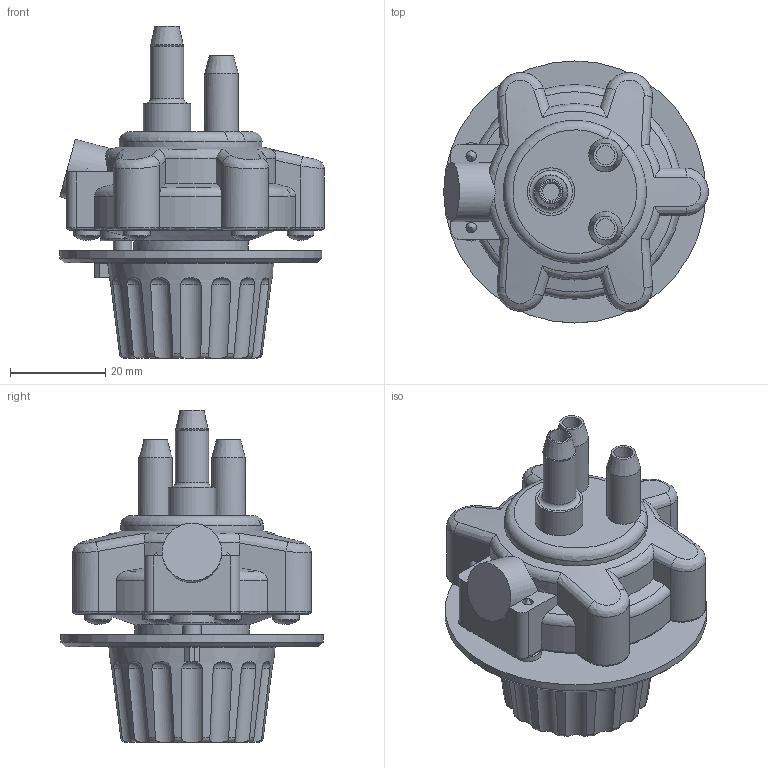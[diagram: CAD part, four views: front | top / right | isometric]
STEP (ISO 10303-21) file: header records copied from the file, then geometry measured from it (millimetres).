
FILE_DESCRIPTION(/* description */ ('Unknown'),/* implementation_level */ '2;1');
FILE_NAME(/* name */ '200066500',/* time_stamp */ '2022-06-13T12:43:51+02:00',/* author */ ('Unknown'),/* organization */ ('Unknown'),/* preprocessor_version */ 'ST-DEVELOPER v18.102',/* originating_system */ 'Solid Edge',/* authorisation */ 'Unknown');
FILE_SCHEMA (('AUTOMOTIVE_DESIGN {1 0 10303 214 3 1 1}'));
Length unit declared in the file: millimetre
Products named in the file (1): Part1
Bounding box: 55.5 x 55 x 69.65 mm (x, y, z)
Volume: 56786.3 mm3; surface area: 17941.4 mm2
Topology: 1 solids, 3 shells, 1079 faces, 2770 edges, 1822 vertices
Faces by surface type: plane 574, bspline 310, cylinder 104, torus 67, cone 17, sphere 7
Full cylindrical faces by diameter (mm): 2.2 x2, 3.5 x1, 3.9 x1, 4 x2, 4.2 x1, 5.2 x1, 5.6 x7, 5.95 x1, 7 x3, 8.3 x1, 8.6 x1, 10 x1, 12.5 x1, 24 x1, 27.8 x1, 30 x1, 49.9 x1, 55 x1
Entity records: 46701 total; most frequent: CARTESIAN_POINT 15871, ORIENTED_EDGE 5388, DIRECTION 3557, EDGE_CURVE 2694, VERTEX_POINT 1805, LINE 1303, VECTOR 1303, FACE_BOUND 1267
